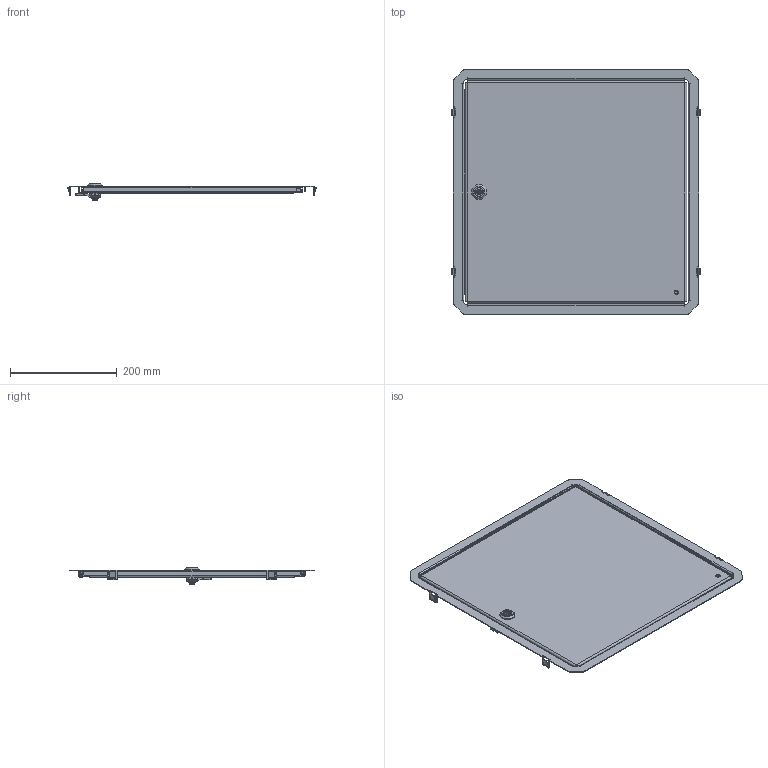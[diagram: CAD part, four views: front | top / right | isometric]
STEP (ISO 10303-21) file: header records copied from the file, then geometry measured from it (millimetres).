
FILE_DESCRIPTION (( 'STEP AP203' ), '1' );
FILE_NAME ('IDS ARCA 5050.STEP', '2022-05-31T12:55:53', ( '' ), ( '' ), 'SwSTEP 2.0', 'SolidWorks 2021', '' );
FILE_SCHEMA (( 'CONFIG_CONTROL_DESIGN' ));
Length unit declared in the file: millimetre
Products named in the file (6): IDS ARCA 5050; IDS Lock; IDS Door 5050; IDS Frame 5050; IDS cam; IDS lock cam as open_1
Assembly tree (5 placements, depth 2):
  IDS ARCA 5050
    IDS Frame 5050
    IDS Door 5050
    IDS Lock
    IDS lock cam as open_1
    IDS cam
Bounding box: 466.99 x 461 x 31.65 mm (x, y, z)
Volume: 472092.2 mm3; surface area: 506089.6 mm2
Topology: 10 solids, 10 shells, 809 faces, 2126 edges, 1334 vertices
Faces by surface type: plane 421, cylinder 285, cone 38, torus 35, bspline 24, sphere 6
Entity records: 27426 total; most frequent: CARTESIAN_POINT 6812, ORIENTED_EDGE 4234, DIRECTION 4180, EDGE_CURVE 2117, AXIS2_PLACEMENT_3D 1432, VERTEX_POINT 1331, LINE 1316, VECTOR 1316
